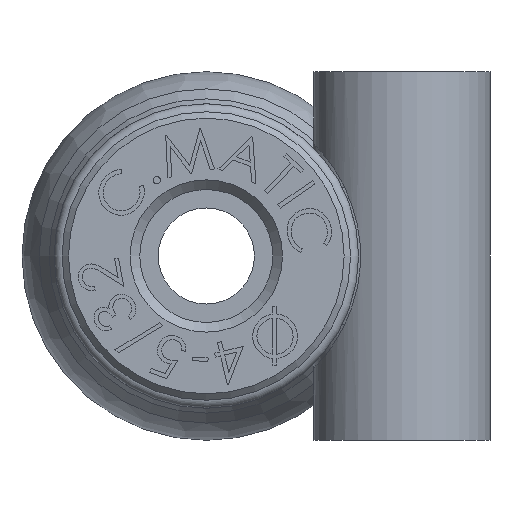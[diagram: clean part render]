
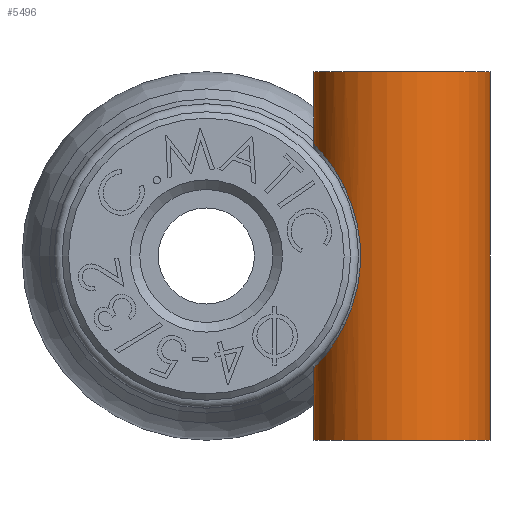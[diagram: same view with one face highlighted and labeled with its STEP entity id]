
A CAD part, front view. The second image highlights one B-rep face of the part: STEP entity #5496.
In plain terms, the highlighted cylindrical face has radius 2.75 mm (diameter 5.5 mm), a full revolution.
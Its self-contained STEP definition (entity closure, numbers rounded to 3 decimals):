
#36=CYLINDRICAL_SURFACE('',#5743,2.75);
#66=CIRCLE('',#5714,2.75);
#68=CIRCLE('',#5717,2.75);
#2719=ORIENTED_EDGE('',*,*,#3494,.T.);
#2720=ORIENTED_EDGE('',*,*,#3493,.T.);
#2721=ORIENTED_EDGE('',*,*,#3502,.T.);
#2722=ORIENTED_EDGE('',*,*,#3499,.T.);
#2723=ORIENTED_EDGE('',*,*,#3498,.T.);
#2724=ORIENTED_EDGE('',*,*,#3491,.T.);
#2725=ORIENTED_EDGE('',*,*,#3504,.T.);
#2726=ORIENTED_EDGE('',*,*,#3506,.F.);
#3491=EDGE_CURVE('',#4018,#4022,#4263,.T.);
#3493=EDGE_CURVE('',#4025,#4024,#4264,.T.);
#3494=EDGE_CURVE('',#4022,#4025,#4265,.T.);
#3498=EDGE_CURVE('',#4028,#4018,#4268,.T.);
#3499=EDGE_CURVE('',#4026,#4028,#4269,.T.);
#3502=EDGE_CURVE('',#4024,#4026,#4272,.T.);
#3504=EDGE_CURVE('',#4031,#4031,#66,.T.);
#3506=EDGE_CURVE('',#4033,#4033,#68,.T.);
#4018=VERTEX_POINT('',#14850);
#4022=VERTEX_POINT('',#14873);
#4024=VERTEX_POINT('',#14945);
#4025=VERTEX_POINT('',#14951);
#4026=VERTEX_POINT('',#15018);
#4028=VERTEX_POINT('',#15031);
#4031=VERTEX_POINT('',#15099);
#4033=VERTEX_POINT('',#15104);
#4263=B_SPLINE_CURVE_WITH_KNOTS('',3,(#14874,#14875,#14876,#14877,#14878,
#14879,#14880,#14881,#14882,#14883,#14884,#14885,#14886,#14887,#14888),
 .UNSPECIFIED.,.F.,.F.,(4,1,1,1,1,1,1,1,1,1,1,1,4),(0.,0.063,0.125,0.25,
0.375,0.5,0.625,0.75,0.813,0.875,0.906,0.938,1.),.UNSPECIFIED.);
#4264=B_SPLINE_CURVE_WITH_KNOTS('',3,(#14946,#14947,#14948,#14949,#14950),
 .UNSPECIFIED.,.F.,.F.,(4,1,4),(0.,0.5,1.),.UNSPECIFIED.);
#4265=B_SPLINE_CURVE_WITH_KNOTS('',3,(#14952,#14953,#14954,#14955),
 .UNSPECIFIED.,.F.,.F.,(4,4),(0.,1.),.UNSPECIFIED.);
#4268=B_SPLINE_CURVE_WITH_KNOTS('',3,(#15027,#15028,#15029,#15030),
 .UNSPECIFIED.,.F.,.F.,(4,4),(0.,1.),.UNSPECIFIED.);
#4269=B_SPLINE_CURVE_WITH_KNOTS('',3,(#15032,#15033,#15034,#15035,#15036),
 .UNSPECIFIED.,.F.,.F.,(4,1,4),(0.,0.5,1.),.UNSPECIFIED.);
#4272=B_SPLINE_CURVE_WITH_KNOTS('',3,(#15090,#15091,#15092,#15093,#15094),
 .UNSPECIFIED.,.F.,.F.,(4,1,4),(0.,0.5,1.),.UNSPECIFIED.);
#4618=EDGE_LOOP('',(#2719,#2720,#2721,#2722,#2723,#2724));
#4619=EDGE_LOOP('',(#2725));
#4620=EDGE_LOOP('',(#2726));
#4994=FACE_BOUND('',#4618,.T.);
#4995=FACE_BOUND('',#4619,.T.);
#4996=FACE_BOUND('',#4620,.T.);
#5496=ADVANCED_FACE('',(#4994,#4995,#4996),#36,.T.);
#5714=AXIS2_PLACEMENT_3D('',#15098,#6656,#6657);
#5717=AXIS2_PLACEMENT_3D('',#15103,#6662,#6663);
#5743=AXIS2_PLACEMENT_3D('',#15141,#6714,#6715);
#6656=DIRECTION('',(0.,0.,1.));
#6657=DIRECTION('',(1.,0.,0.));
#6662=DIRECTION('',(0.,0.,1.));
#6663=DIRECTION('',(1.,0.,0.));
#6714=DIRECTION('',(0.,0.,-1.));
#6715=DIRECTION('',(-1.,0.,0.));
#14850=CARTESIAN_POINT('',(3.73,1.395,-3.071));
#14873=CARTESIAN_POINT('',(3.73,1.395,3.071));
#14874=CARTESIAN_POINT('',(3.73,1.395,-3.071));
#14875=CARTESIAN_POINT('',(3.805,1.522,-2.978));
#14876=CARTESIAN_POINT('',(3.942,1.718,-2.82));
#14877=CARTESIAN_POINT('',(4.281,2.088,-2.421));
#14878=CARTESIAN_POINT('',(4.684,2.372,-1.817));
#14879=CARTESIAN_POINT('',(4.996,2.521,-0.936));
#14880=CARTESIAN_POINT('',(5.097,2.56,0.));
#14881=CARTESIAN_POINT('',(4.997,2.522,0.935));
#14882=CARTESIAN_POINT('',(4.732,2.394,1.677));
#14883=CARTESIAN_POINT('',(4.445,2.204,2.176));
#14884=CARTESIAN_POINT('',(4.23,2.021,2.473));
#14885=CARTESIAN_POINT('',(4.076,1.865,2.662));
#14886=CARTESIAN_POINT('',(3.903,1.662,2.866));
#14887=CARTESIAN_POINT('',(3.805,1.522,2.979));
#14888=CARTESIAN_POINT('',(3.73,1.395,3.071));
#14945=CARTESIAN_POINT('',(4.305,-2.084,2.159));
#14946=CARTESIAN_POINT('',(3.35,0.,3.488));
#14947=CARTESIAN_POINT('',(3.35,-0.478,3.488));
#14948=CARTESIAN_POINT('',(3.628,-1.41,3.24));
#14949=CARTESIAN_POINT('',(4.108,-1.913,2.569));
#14950=CARTESIAN_POINT('',(4.305,-2.084,2.159));
#14951=CARTESIAN_POINT('',(3.35,0.,3.488));
#14952=CARTESIAN_POINT('',(3.73,1.395,3.071));
#14953=CARTESIAN_POINT('',(3.508,1.018,3.347));
#14954=CARTESIAN_POINT('',(3.35,0.519,3.488));
#14955=CARTESIAN_POINT('',(3.35,0.,3.488));
#15018=CARTESIAN_POINT('',(4.305,-2.084,-2.159));
#15027=CARTESIAN_POINT('',(3.35,0.,-3.488));
#15028=CARTESIAN_POINT('',(3.35,0.52,-3.488));
#15029=CARTESIAN_POINT('',(3.509,1.019,-3.346));
#15030=CARTESIAN_POINT('',(3.73,1.395,-3.071));
#15031=CARTESIAN_POINT('',(3.35,0.,-3.488));
#15032=CARTESIAN_POINT('',(4.305,-2.084,-2.159));
#15033=CARTESIAN_POINT('',(4.108,-1.913,-2.569));
#15034=CARTESIAN_POINT('',(3.627,-1.409,-3.241));
#15035=CARTESIAN_POINT('',(3.35,-0.478,-3.488));
#15036=CARTESIAN_POINT('',(3.35,0.,-3.488));
#15090=CARTESIAN_POINT('',(4.305,-2.084,2.159));
#15091=CARTESIAN_POINT('',(4.619,-2.354,1.509));
#15092=CARTESIAN_POINT('',(5.019,-2.513,-0.006));
#15093=CARTESIAN_POINT('',(4.617,-2.352,-1.513));
#15094=CARTESIAN_POINT('',(4.305,-2.084,-2.159));
#15098=CARTESIAN_POINT('',(6.1,0.,-5.75));
#15099=CARTESIAN_POINT('',(8.85,0.,-5.75));
#15103=CARTESIAN_POINT('',(6.1,0.,5.75));
#15104=CARTESIAN_POINT('',(8.85,0.,5.75));
#15141=CARTESIAN_POINT('',(6.1,0.,5.75));
